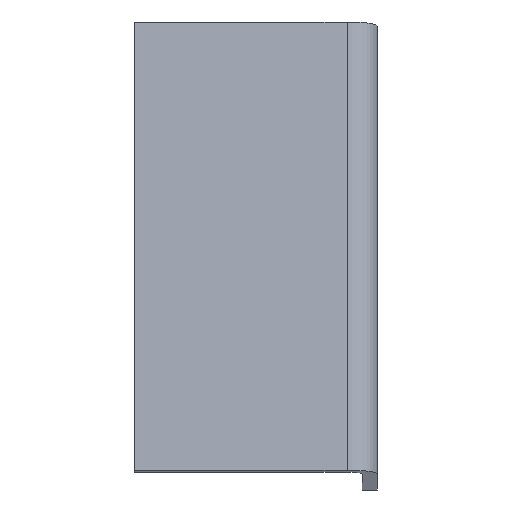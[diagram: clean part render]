
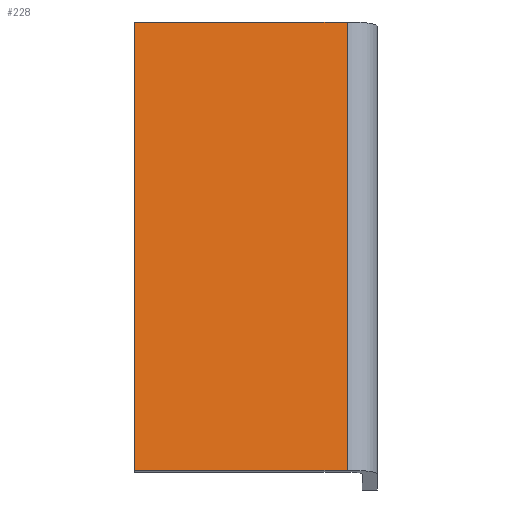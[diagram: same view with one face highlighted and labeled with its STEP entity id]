
A CAD part, top view. The second image highlights one B-rep face of the part: STEP entity #228.
In plain terms, the highlighted planar face has unit normal (0, 0.131, 0.991).
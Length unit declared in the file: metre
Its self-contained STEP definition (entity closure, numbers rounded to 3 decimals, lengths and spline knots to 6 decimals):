
#76=ORIENTED_EDGE('',*,*,#96,.T.);
#77=ORIENTED_EDGE('',*,*,#115,.T.);
#78=ORIENTED_EDGE('',*,*,#107,.T.);
#79=ORIENTED_EDGE('',*,*,#91,.T.);
#91=EDGE_CURVE('',#116,#119,#139,.T.);
#96=EDGE_CURVE('',#119,#124,#143,.T.);
#107=EDGE_CURVE('',#129,#116,#151,.T.);
#115=EDGE_CURVE('',#124,#129,#155,.F.);
#116=VERTEX_POINT('',#330);
#119=VERTEX_POINT('',#335);
#124=VERTEX_POINT('',#346);
#129=VERTEX_POINT('',#360);
#139=LINE('',#336,#159);
#143=LINE('',#347,#163);
#151=LINE('',#367,#171);
#155=LINE('',#384,#175);
#159=VECTOR('',#272,1.);
#163=VECTOR('',#280,1.);
#171=VECTOR('',#298,1.);
#175=VECTOR('',#320,1.);
#188=EDGE_LOOP('',(#76,#77,#78,#79));
#206=FACE_BOUND('',#188,.T.);
#219=PLANE('',#261);
#228=ADVANCED_FACE('',(#206),#219,.F.);
#261=AXIS2_PLACEMENT_3D('',#383,#318,#319);
#272=DIRECTION('',(0.,-0.991,0.131));
#280=DIRECTION('',(1.,0.,0.));
#298=DIRECTION('',(-1.,0.,0.));
#318=DIRECTION('',(0.,-0.131,-0.991));
#319=DIRECTION('',(0.,0.991,-0.131));
#320=DIRECTION('',(0.,-0.991,0.131));
#330=CARTESIAN_POINT('',(-0.034492,0.975166,-0.043113));
#335=CARTESIAN_POINT('',(-0.034492,0.928275,-0.036939));
#336=CARTESIAN_POINT('',(-0.034492,0.975166,-0.043113));
#346=CARTESIAN_POINT('',(-0.012267,0.928275,-0.036939));
#347=CARTESIAN_POINT('',(-0.016406,0.928275,-0.036939));
#360=CARTESIAN_POINT('',(-0.012267,0.975166,-0.043113));
#367=CARTESIAN_POINT('',(-0.016406,0.975166,-0.043113));
#383=CARTESIAN_POINT('',(-0.016406,0.975166,-0.043113));
#384=CARTESIAN_POINT('',(-0.012267,0.975166,-0.043113));
